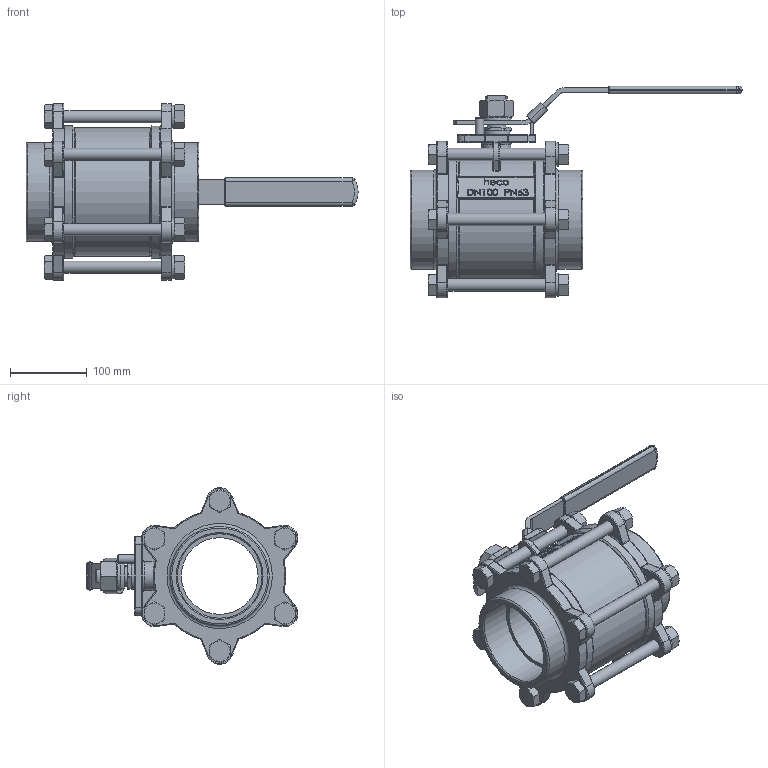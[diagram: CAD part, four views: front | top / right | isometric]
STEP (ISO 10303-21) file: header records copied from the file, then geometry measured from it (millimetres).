
FILE_DESCRIPTION (( 'STEP AP214' ), '1' );
FILE_NAME ('K3-400-0IG-4 Kugelhahn heco.STEP', '2013-08-07T07:29:58', ( 'test' ), ( '' ), 'SwSTEP 2.0', 'SolidWorks 2011', '' );
FILE_SCHEMA (( 'AUTOMOTIVE_DESIGN' ));
Length unit declared in the file: millimetre
Products named in the file (1): K3-400-0IG-4 Kugelhahn heco
Bounding box: 432.5 x 275.87 x 230 mm (x, y, z)
Volume: 3193327 mm3; surface area: 387581.7 mm2
Topology: 1 solids, 1 shells, 1284 faces, 3058 edges, 1854 vertices
Faces by surface type: plane 456, bspline 281, cylinder 258, cone 149, torus 124, sphere 16
Full cylindrical faces by diameter (mm): 8.6 x4, 10 x1, 11 x1, 14 x6, 16 x6, 18 x12, 20 x2, 20.5 x1, 24 x1, 30 x6, 35 x1, 39 x1, 100 x1, 110.072 x2, 129 x2, 172 x2
Entity records: 79403 total; most frequent: CARTESIAN_POINT 38505, ORIENTED_EDGE 5872, DIRECTION 4814, EDGE_CURVE 2936, AXIS2_PLACEMENT_3D 1886, VERTEX_POINT 1824, EDGE_LOOP 1474, FACE_OUTER_BOUND 1337
